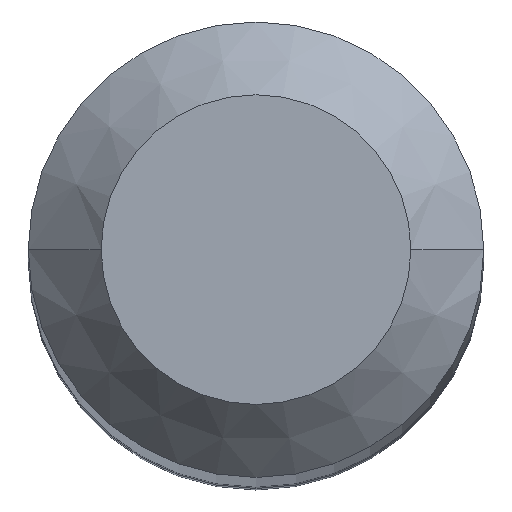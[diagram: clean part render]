
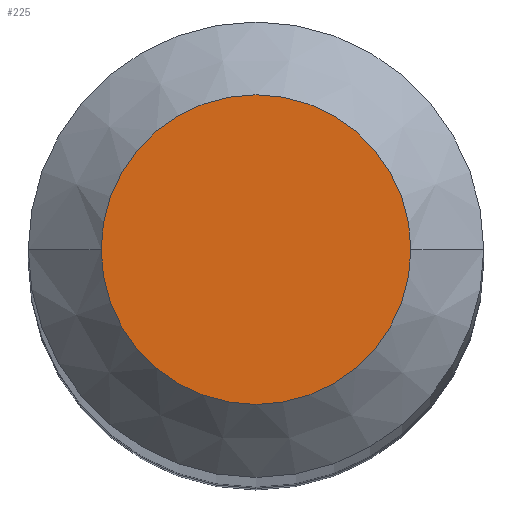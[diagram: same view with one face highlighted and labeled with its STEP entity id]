
A CAD part, top view. The second image highlights one B-rep face of the part: STEP entity #225.
In plain terms, the highlighted planar face has unit normal (0, 0, 1).
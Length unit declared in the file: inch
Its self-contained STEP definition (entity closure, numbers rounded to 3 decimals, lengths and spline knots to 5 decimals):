
#3 = AXIS2_PLACEMENT_3D ( 'NONE', #549, #487, #408 ) ;
#5 = EDGE_CURVE ( 'NONE', #413, #120, #213, .T. ) ;
#43 = AXIS2_PLACEMENT_3D ( 'NONE', #496, #168, #485 ) ;
#120 = VERTEX_POINT ( 'NONE', #286 ) ;
#135 = EDGE_CURVE ( 'NONE', #120, #413, #284, .T. ) ;
#136 = AXIS2_PLACEMENT_3D ( 'NONE', #541, #173, #327 ) ;
#141 = ORIENTED_EDGE ( 'NONE', *, *, #135, .T. ) ;
#154 = CARTESIAN_POINT ( 'NONE',  ( 0.0425, 0., 0. ) ) ;
#168 = DIRECTION ( 'NONE',  ( 0., 0., 1. ) ) ;
#173 = DIRECTION ( 'NONE',  ( 0., 0., 1. ) ) ;
#190 = EDGE_LOOP ( 'NONE', ( #141, #260 ) ) ;
#213 = CIRCLE ( 'NONE', #136, 0.0425 ) ;
#217 = PLANE ( 'NONE',  #3 ) ;
#225 = ADVANCED_FACE ( 'NONE', ( #357 ), #217, .F. ) ;
#260 = ORIENTED_EDGE ( 'NONE', *, *, #5, .T. ) ;
#284 = CIRCLE ( 'NONE', #43, 0.0425 ) ;
#286 = CARTESIAN_POINT ( 'NONE',  ( -0.0425, 0., 0. ) ) ;
#327 = DIRECTION ( 'NONE',  ( 1., 0., 0. ) ) ;
#357 = FACE_OUTER_BOUND ( 'NONE', #190, .T. ) ;
#408 = DIRECTION ( 'NONE',  ( -1., 0., 0. ) ) ;
#413 = VERTEX_POINT ( 'NONE', #154 ) ;
#485 = DIRECTION ( 'NONE',  ( 1., 0., 0. ) ) ;
#487 = DIRECTION ( 'NONE',  ( 0., 0., -1. ) ) ;
#496 = CARTESIAN_POINT ( 'NONE',  ( 0., 0., 0. ) ) ;
#541 = CARTESIAN_POINT ( 'NONE',  ( 0., 0., 0. ) ) ;
#549 = CARTESIAN_POINT ( 'NONE',  ( 0., 0.0425, 0. ) ) ;
